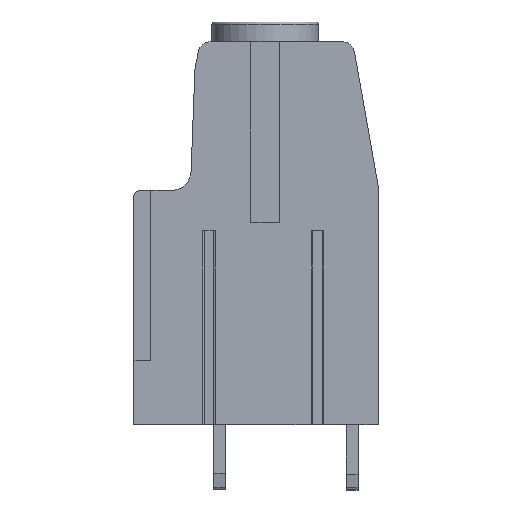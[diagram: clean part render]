
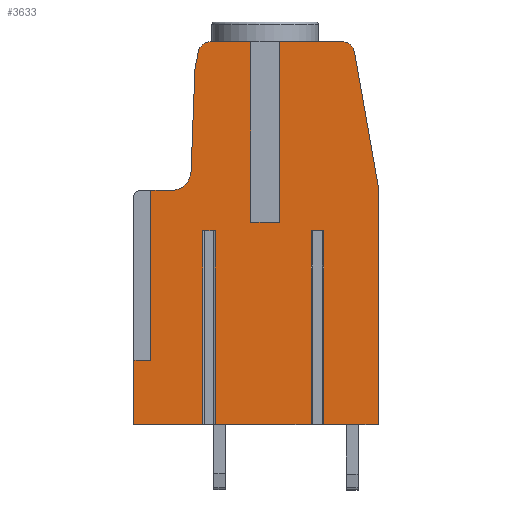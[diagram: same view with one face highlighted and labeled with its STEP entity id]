
A CAD part, top view. The second image highlights one B-rep face of the part: STEP entity #3633.
In plain terms, the highlighted planar face has unit normal (0, 0, 1).
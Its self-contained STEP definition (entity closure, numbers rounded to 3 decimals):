
#16=DIRECTION('',(0.,-1.,0.));
#17=VECTOR('',#16,13.85);
#18=CARTESIAN_POINT('',(1.8,13.9,17.78));
#19=LINE('',#18,#17);
#20=DIRECTION('',(-1.,0.,0.));
#21=VECTOR('',#20,4.762);
#22=CARTESIAN_POINT('',(6.562,13.9,17.78));
#23=LINE('',#22,#21);
#24=CARTESIAN_POINT('',(6.562,12.9,17.78));
#25=DIRECTION('',(0.,0.,1.));
#26=DIRECTION('',(0.985,0.174,0.));
#27=AXIS2_PLACEMENT_3D('',#24,#25,#26);
#29=DIRECTION('',(-0.174,0.985,0.));
#30=VECTOR('',#29,10.381);
#31=CARTESIAN_POINT('',(9.35,2.85,17.78));
#32=LINE('',#31,#30);
#33=DIRECTION('',(0.,1.,0.));
#34=VECTOR('',#33,18.25);
#35=CARTESIAN_POINT('',(9.35,-15.4,17.78));
#36=LINE('',#35,#34);
#37=DIRECTION('',(1.,0.,0.));
#38=VECTOR('',#37,4.173);
#39=CARTESIAN_POINT('',(5.177,-15.4,17.78));
#40=LINE('',#39,#38);
#41=DIRECTION('',(0.,-1.,0.));
#42=VECTOR('',#41,14.8);
#43=CARTESIAN_POINT('',(5.177,-0.6,17.78));
#44=LINE('',#43,#42);
#45=DIRECTION('',(-1.,0.,0.));
#46=VECTOR('',#45,0.955);
#47=CARTESIAN_POINT('',(5.177,-0.6,17.78));
#48=LINE('',#47,#46);
#49=DIRECTION('',(0.,-1.,0.));
#50=VECTOR('',#49,14.8);
#51=CARTESIAN_POINT('',(4.223,-0.6,17.78));
#52=LINE('',#51,#50);
#53=DIRECTION('',(1.,0.,0.));
#54=VECTOR('',#53,7.345);
#55=CARTESIAN_POINT('',(-3.123,-15.4,17.78));
#56=LINE('',#55,#54);
#57=DIRECTION('',(0.,-1.,0.));
#58=VECTOR('',#57,14.8);
#59=CARTESIAN_POINT('',(-3.123,-0.6,17.78));
#60=LINE('',#59,#58);
#61=DIRECTION('',(-1.,0.,0.));
#62=VECTOR('',#61,0.955);
#63=CARTESIAN_POINT('',(-3.123,-0.6,17.78));
#64=LINE('',#63,#62);
#65=DIRECTION('',(0.,-1.,0.));
#66=VECTOR('',#65,14.8);
#67=CARTESIAN_POINT('',(-4.077,-0.6,17.78));
#68=LINE('',#67,#66);
#69=DIRECTION('',(1.,0.,0.));
#70=VECTOR('',#69,5.273);
#71=CARTESIAN_POINT('',(-9.35,-15.4,17.78));
#72=LINE('',#71,#70);
#73=DIRECTION('',(0.,-1.,0.));
#74=VECTOR('',#73,4.9);
#75=CARTESIAN_POINT('',(-9.35,-10.5,17.78));
#76=LINE('',#75,#74);
#77=DIRECTION('',(1.,0.,0.));
#78=VECTOR('',#77,1.3);
#79=CARTESIAN_POINT('',(-9.35,-10.5,17.78));
#80=LINE('',#79,#78);
#81=DIRECTION('',(0.,1.,0.));
#82=VECTOR('',#81,13.);
#83=CARTESIAN_POINT('',(-8.05,-10.5,17.78));
#84=LINE('',#83,#82);
#85=DIRECTION('',(-1.,0.,0.));
#86=VECTOR('',#85,1.578);
#87=CARTESIAN_POINT('',(-6.472,2.5,17.78));
#88=LINE('',#87,#86);
#89=CARTESIAN_POINT('',(-6.472,4.,17.78));
#90=DIRECTION('',(0.,0.,-1.));
#91=DIRECTION('',(0.999,-0.038,0.));
#92=AXIS2_PLACEMENT_3D('',#89,#90,#91);
#94=DIRECTION('',(-0.038,-0.999,0.));
#95=VECTOR('',#94,7.704);
#96=CARTESIAN_POINT('',(-4.681,11.641,17.78));
#97=LINE('',#96,#95);
#98=CARTESIAN_POINT('',(-1.683,11.527,17.78));
#99=DIRECTION('',(0.,0.,1.));
#100=DIRECTION('',(-0.978,0.208,0.));
#101=AXIS2_PLACEMENT_3D('',#98,#99,#100);
#103=DIRECTION('',(-0.208,-0.978,0.));
#104=VECTOR('',#103,0.978);
#105=CARTESIAN_POINT('',(-4.414,13.108,17.78));
#106=LINE('',#105,#104);
#107=CARTESIAN_POINT('',(-3.436,12.9,17.78));
#108=DIRECTION('',(0.,0.,1.));
#109=DIRECTION('',(0.,1.,0.));
#110=AXIS2_PLACEMENT_3D('',#107,#108,#109);
#112=DIRECTION('',(-1.,0.,0.));
#113=VECTOR('',#112,3.036);
#114=CARTESIAN_POINT('',(-0.4,13.9,17.78));
#115=LINE('',#114,#113);
#116=DIRECTION('',(0.,-1.,0.));
#117=VECTOR('',#116,13.85);
#118=CARTESIAN_POINT('',(-0.4,13.9,17.78));
#119=LINE('',#118,#117);
#120=DIRECTION('',(1.,0.,0.));
#121=VECTOR('',#120,2.2);
#122=CARTESIAN_POINT('',(-0.4,0.05,17.78));
#123=LINE('',#122,#121);
#2746=CARTESIAN_POINT('',(9.35,-15.4,17.78));
#2747=CARTESIAN_POINT('',(9.35,2.85,17.78));
#2748=VERTEX_POINT('',#2746);
#2749=VERTEX_POINT('',#2747);
#2750=CARTESIAN_POINT('',(7.547,13.074,17.78));
#2751=VERTEX_POINT('',#2750);
#2752=CARTESIAN_POINT('',(6.562,13.9,17.78));
#2753=VERTEX_POINT('',#2752);
#2754=CARTESIAN_POINT('',(-3.436,13.9,17.78));
#2755=CARTESIAN_POINT('',(-4.414,13.108,17.78));
#2756=VERTEX_POINT('',#2754);
#2757=VERTEX_POINT('',#2755);
#2758=CARTESIAN_POINT('',(-4.617,12.151,17.78));
#2759=VERTEX_POINT('',#2758);
#2760=CARTESIAN_POINT('',(-4.681,11.641,17.78));
#2761=VERTEX_POINT('',#2760);
#2762=CARTESIAN_POINT('',(-4.973,3.943,17.78));
#2763=VERTEX_POINT('',#2762);
#2764=CARTESIAN_POINT('',(-6.472,2.5,17.78));
#2765=VERTEX_POINT('',#2764);
#2882=CARTESIAN_POINT('',(5.177,-15.4,17.78));
#2883=VERTEX_POINT('',#2882);
#2885=CARTESIAN_POINT('',(4.223,-15.4,17.78));
#2887=VERTEX_POINT('',#2885);
#2898=CARTESIAN_POINT('',(-3.123,-15.4,17.78));
#2899=VERTEX_POINT('',#2898);
#2901=CARTESIAN_POINT('',(-4.077,-15.4,17.78));
#2903=VERTEX_POINT('',#2901);
#2908=CARTESIAN_POINT('',(5.177,-0.6,17.78));
#2909=CARTESIAN_POINT('',(4.223,-0.6,17.78));
#2910=VERTEX_POINT('',#2908);
#2911=VERTEX_POINT('',#2909);
#2912=CARTESIAN_POINT('',(-3.123,-0.6,17.78));
#2913=CARTESIAN_POINT('',(-4.077,-0.6,17.78));
#2914=VERTEX_POINT('',#2912);
#2915=VERTEX_POINT('',#2913);
#2916=CARTESIAN_POINT('',(-9.35,-15.4,17.78));
#2917=VERTEX_POINT('',#2916);
#3154=CARTESIAN_POINT('',(-9.35,-10.5,17.78));
#3155=CARTESIAN_POINT('',(-8.05,-10.5,17.78));
#3156=VERTEX_POINT('',#3154);
#3157=VERTEX_POINT('',#3155);
#3158=CARTESIAN_POINT('',(-8.05,2.5,17.78));
#3159=VERTEX_POINT('',#3158);
#3230=CARTESIAN_POINT('',(1.8,13.9,17.78));
#3231=CARTESIAN_POINT('',(1.8,0.05,17.78));
#3232=VERTEX_POINT('',#3230);
#3233=VERTEX_POINT('',#3231);
#3234=CARTESIAN_POINT('',(-0.4,13.9,17.78));
#3235=CARTESIAN_POINT('',(-0.4,0.05,17.78));
#3236=VERTEX_POINT('',#3234);
#3237=VERTEX_POINT('',#3235);
#3574=CARTESIAN_POINT('',(0.,0.,17.78));
#3575=DIRECTION('',(0.,0.,1.));
#3576=DIRECTION('',(1.,0.,0.));
#3577=AXIS2_PLACEMENT_3D('',#3574,#3575,#3576);
#3578=PLANE('',#3577);
#3580=ORIENTED_EDGE('',*,*,#3579,.F.);
#3582=ORIENTED_EDGE('',*,*,#3581,.F.);
#3584=ORIENTED_EDGE('',*,*,#3583,.F.);
#3586=ORIENTED_EDGE('',*,*,#3585,.F.);
#3588=ORIENTED_EDGE('',*,*,#3587,.F.);
#3590=ORIENTED_EDGE('',*,*,#3589,.F.);
#3592=ORIENTED_EDGE('',*,*,#3591,.F.);
#3594=ORIENTED_EDGE('',*,*,#3593,.T.);
#3596=ORIENTED_EDGE('',*,*,#3595,.T.);
#3598=ORIENTED_EDGE('',*,*,#3597,.F.);
#3600=ORIENTED_EDGE('',*,*,#3599,.F.);
#3602=ORIENTED_EDGE('',*,*,#3601,.T.);
#3604=ORIENTED_EDGE('',*,*,#3603,.T.);
#3606=ORIENTED_EDGE('',*,*,#3605,.F.);
#3608=ORIENTED_EDGE('',*,*,#3607,.F.);
#3610=ORIENTED_EDGE('',*,*,#3609,.T.);
#3612=ORIENTED_EDGE('',*,*,#3611,.T.);
#3614=ORIENTED_EDGE('',*,*,#3613,.F.);
#3616=ORIENTED_EDGE('',*,*,#3615,.F.);
#3618=ORIENTED_EDGE('',*,*,#3617,.F.);
#3620=ORIENTED_EDGE('',*,*,#3619,.F.);
#3622=ORIENTED_EDGE('',*,*,#3621,.F.);
#3624=ORIENTED_EDGE('',*,*,#3623,.F.);
#3626=ORIENTED_EDGE('',*,*,#3625,.F.);
#3628=ORIENTED_EDGE('',*,*,#3627,.T.);
#3630=ORIENTED_EDGE('',*,*,#3629,.T.);
#3631=EDGE_LOOP('',(#3580,#3582,#3584,#3586,#3588,#3590,#3592,#3594,#3596,#3598,
#3600,#3602,#3604,#3606,#3608,#3610,#3612,#3614,#3616,#3618,#3620,#3622,#3624,
#3626,#3628,#3630));
#3632=FACE_OUTER_BOUND('',#3631,.F.);
#28=CIRCLE('',#27,1.);
#93=CIRCLE('',#92,1.5);
#102=CIRCLE('',#101,3.);
#111=CIRCLE('',#110,1.);
#3579=EDGE_CURVE('',#3232,#3233,#19,.T.);
#3581=EDGE_CURVE('',#2753,#3232,#23,.T.);
#3583=EDGE_CURVE('',#2751,#2753,#28,.T.);
#3585=EDGE_CURVE('',#2749,#2751,#32,.T.);
#3587=EDGE_CURVE('',#2748,#2749,#36,.T.);
#3589=EDGE_CURVE('',#2883,#2748,#40,.T.);
#3591=EDGE_CURVE('',#2910,#2883,#44,.T.);
#3593=EDGE_CURVE('',#2910,#2911,#48,.T.);
#3595=EDGE_CURVE('',#2911,#2887,#52,.T.);
#3597=EDGE_CURVE('',#2899,#2887,#56,.T.);
#3599=EDGE_CURVE('',#2914,#2899,#60,.T.);
#3601=EDGE_CURVE('',#2914,#2915,#64,.T.);
#3603=EDGE_CURVE('',#2915,#2903,#68,.T.);
#3605=EDGE_CURVE('',#2917,#2903,#72,.T.);
#3607=EDGE_CURVE('',#3156,#2917,#76,.T.);
#3609=EDGE_CURVE('',#3156,#3157,#80,.T.);
#3611=EDGE_CURVE('',#3157,#3159,#84,.T.);
#3613=EDGE_CURVE('',#2765,#3159,#88,.T.);
#3615=EDGE_CURVE('',#2763,#2765,#93,.T.);
#3617=EDGE_CURVE('',#2761,#2763,#97,.T.);
#3619=EDGE_CURVE('',#2759,#2761,#102,.T.);
#3621=EDGE_CURVE('',#2757,#2759,#106,.T.);
#3623=EDGE_CURVE('',#2756,#2757,#111,.T.);
#3625=EDGE_CURVE('',#3236,#2756,#115,.T.);
#3627=EDGE_CURVE('',#3236,#3237,#119,.T.);
#3629=EDGE_CURVE('',#3237,#3233,#123,.T.);
#3633=ADVANCED_FACE('',(#3632),#3578,.T.);
